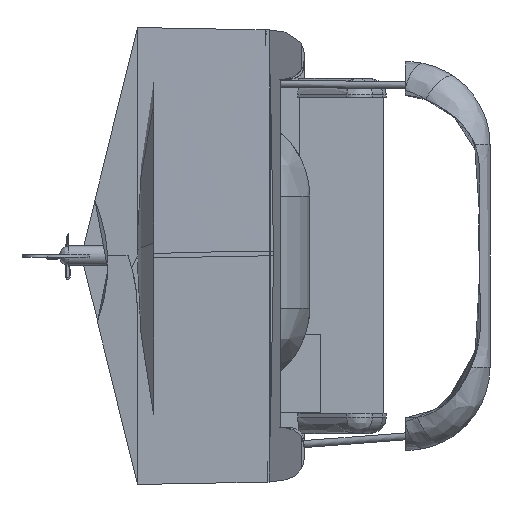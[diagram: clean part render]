
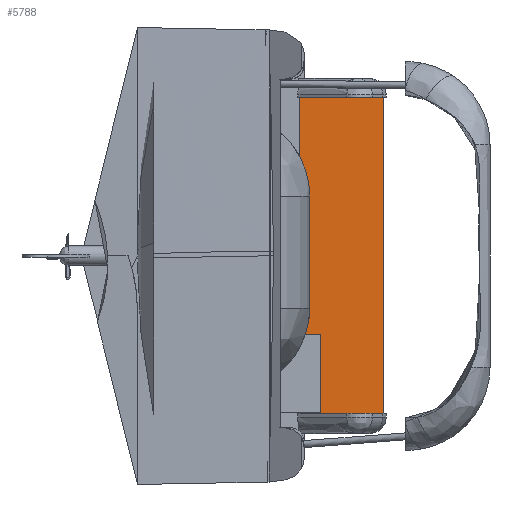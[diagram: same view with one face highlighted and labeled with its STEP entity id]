
A CAD part, left-side view. The second image highlights one B-rep face of the part: STEP entity #5788.
In plain terms, the highlighted free-form (B-spline) face has degree [1, 1] with [2, 2] control points.
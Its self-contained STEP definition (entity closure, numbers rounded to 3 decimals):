
#5306 = VERTEX_POINT('',#5307);
#5307 = CARTESIAN_POINT('',(57.913,-14.749,
    -29.302));
#5313 = EDGE_CURVE('',#5306,#5314,#5316,.T.);
#5314 = VERTEX_POINT('',#5315);
#5315 = CARTESIAN_POINT('',(57.913,0.942,
    -29.302));
#5316 = B_SPLINE_CURVE_WITH_KNOTS('',1,(#5317,#5318),.UNSPECIFIED.,.F.,
  .F.,(2,2),(1.343,16.516),.PIECEWISE_BEZIER_KNOTS.);
#5317 = CARTESIAN_POINT('',(57.913,-14.749,
    -29.302));
#5318 = CARTESIAN_POINT('',(57.913,0.942,
    -29.302));
#5608 = VERTEX_POINT('',#5609);
#5609 = CARTESIAN_POINT('',(57.913,0.942,
    29.595));
#5614 = EDGE_CURVE('',#5608,#5615,#5617,.T.);
#5615 = VERTEX_POINT('',#5616);
#5616 = CARTESIAN_POINT('',(57.913,-14.749,
    29.595));
#5617 = B_SPLINE_CURVE_WITH_KNOTS('',1,(#5618,#5619),.UNSPECIFIED.,.F.,
  .F.,(2,2),(-2.373,12.8),.PIECEWISE_BEZIER_KNOTS.);
#5618 = CARTESIAN_POINT('',(57.913,0.942,
    29.595));
#5619 = CARTESIAN_POINT('',(57.913,-14.749,
    29.595));
#5763 = EDGE_CURVE('',#5608,#5314,#5764,.T.);
#5764 = B_SPLINE_CURVE_WITH_KNOTS('',1,(#5765,#5766),.UNSPECIFIED.,.F.,
  .F.,(2,2),(-28.547,28.405),.PIECEWISE_BEZIER_KNOTS.);
#5765 = CARTESIAN_POINT('',(57.913,0.942,
    29.595));
#5766 = CARTESIAN_POINT('',(57.913,0.942,
    -29.302));
#5788 = ADVANCED_FACE('',(#5789),#5799,.F.);
#5789 = FACE_BOUND('',#5790,.T.);
#5790 = EDGE_LOOP('',(#5791,#5792,#5793,#5794));
#5791 = ORIENTED_EDGE('',*,*,#5614,.F.);
#5792 = ORIENTED_EDGE('',*,*,#5763,.T.);
#5793 = ORIENTED_EDGE('',*,*,#5313,.F.);
#5794 = ORIENTED_EDGE('',*,*,#5795,.F.);
#5795 = EDGE_CURVE('',#5615,#5306,#5796,.T.);
#5796 = B_SPLINE_CURVE_WITH_KNOTS('',1,(#5797,#5798),.UNSPECIFIED.,.F.,
  .F.,(2,2),(-28.618,28.335),.PIECEWISE_BEZIER_KNOTS.);
#5797 = CARTESIAN_POINT('',(57.913,-14.749,
    29.595));
#5798 = CARTESIAN_POINT('',(57.913,-14.749,
    -29.302));
#5799 = B_SPLINE_SURFACE_WITH_KNOTS('',1,1,(
    (#5800,#5801)
    ,(#5802,#5803
    )),.UNSPECIFIED.,.F.,.F.,.F.,(2,2),(2,2),(-28.476,
    28.476),(-5.729,9.444),
  .PIECEWISE_BEZIER_KNOTS.);
#5800 = CARTESIAN_POINT('',(57.913,-14.749,
    29.595));
#5801 = CARTESIAN_POINT('',(57.913,0.942,
    29.595));
#5802 = CARTESIAN_POINT('',(57.913,-14.749,
    -29.302));
#5803 = CARTESIAN_POINT('',(57.913,0.942,
    -29.302));
